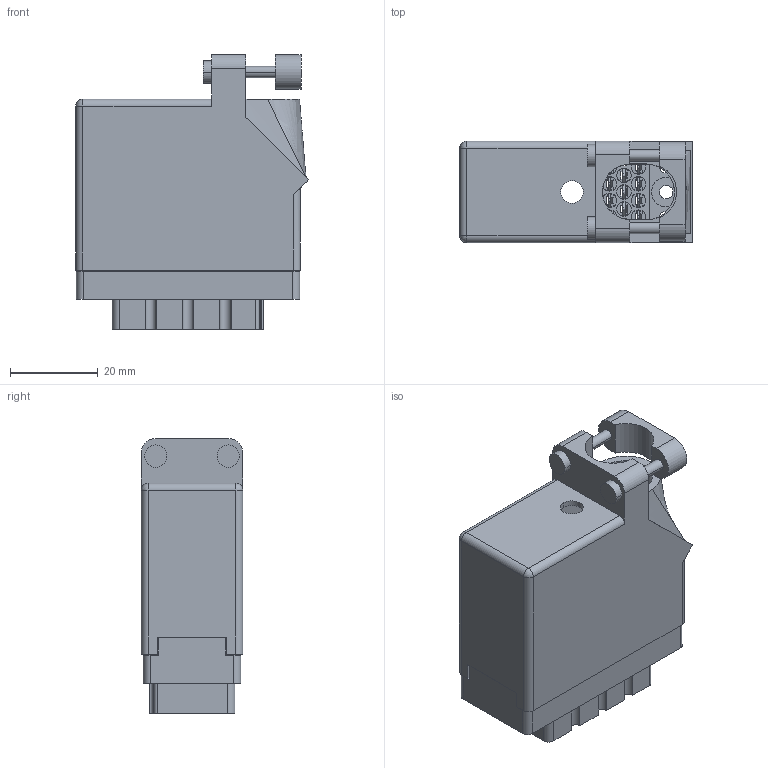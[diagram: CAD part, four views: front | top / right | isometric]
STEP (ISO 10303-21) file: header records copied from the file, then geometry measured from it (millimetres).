
FILE_DESCRIPTION (( 'STEP AP203' ), '1' );
FILE_NAME ('516-038-541-610.STEP', '2020-03-05T17:10:39', ( '' ), ( '' ), 'SwSTEP 2.0', 'SolidWorks 2016', '' );
FILE_SCHEMA (( 'CONFIG_CONTROL_DESIGN' ));
Length unit declared in the file: inch
Products named in the file (4): 516-230-001_Plastic - 038 Top Entry; 516 Part Receptacle_038; 516-038-541-610; 516-292-001_541 Contact
Assembly tree (40 placements, depth 2):
  516-038-541-610
    516 Part Receptacle_038
    516-292-001_541 Contact  x38
    516-230-001_Plastic - 038 Top Entry
Bounding box: 52.85 x 23.11 x 62.51 mm (x, y, z)
Volume: 22679 mm3; surface area: 35741.4 mm2
Topology: 40 solids, 40 shells, 3724 faces, 10788 edges, 7162 vertices
Faces by surface type: plane 2270, cylinder 1219, bspline 231, cone 2, sphere 2
Entity records: 37149 total; most frequent: CARTESIAN_POINT 6627, ORIENTED_EDGE 6180, DIRECTION 6046, EDGE_CURVE 3090, LINE 2246, VECTOR 2246, VERTEX_POINT 2056, AXIS2_PLACEMENT_3D 1900
